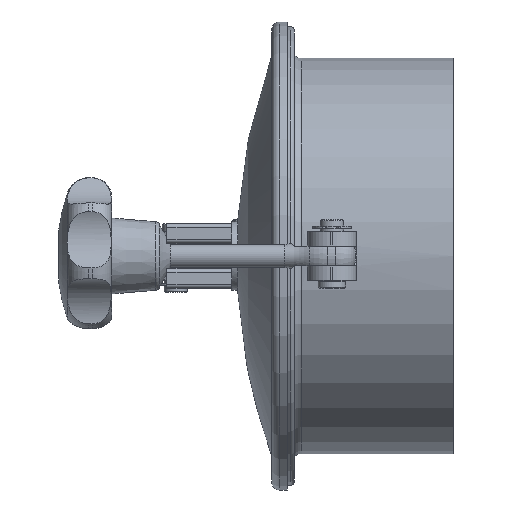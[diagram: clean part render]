
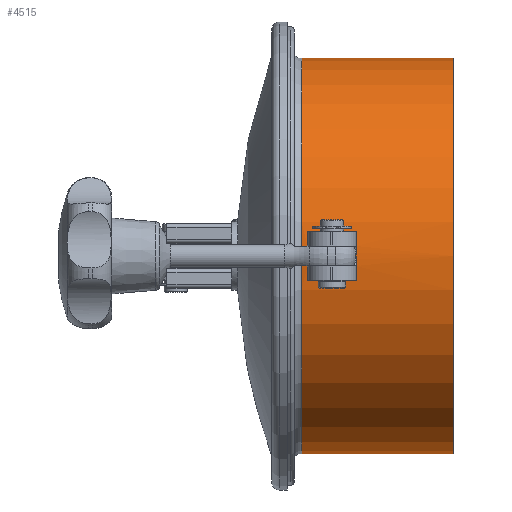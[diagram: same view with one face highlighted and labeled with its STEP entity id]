
A CAD part, left-side view. The second image highlights one B-rep face of the part: STEP entity #4515.
In plain terms, the highlighted cylindrical face has radius 101 mm (diameter 202 mm), a full revolution.
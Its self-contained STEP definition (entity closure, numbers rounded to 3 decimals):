
#333=LINE('',#7470,#654);
#337=LINE('',#7481,#658);
#339=LINE('',#7491,#660);
#340=LINE('',#7492,#661);
#654=VECTOR('',#5954,1000.);
#658=VECTOR('',#5964,1000.);
#660=VECTOR('',#5976,1000.);
#661=VECTOR('',#5977,1000.);
#1063=ORIENTED_EDGE('',*,*,#2375,.T.);
#1064=ORIENTED_EDGE('',*,*,#2376,.T.);
#1065=ORIENTED_EDGE('',*,*,#2366,.F.);
#1066=ORIENTED_EDGE('',*,*,#2377,.T.);
#1067=ORIENTED_EDGE('',*,*,#2372,.T.);
#1068=ORIENTED_EDGE('',*,*,#2301,.F.);
#1069=ORIENTED_EDGE('',*,*,#2378,.T.);
#1070=ORIENTED_EDGE('',*,*,#2264,.T.);
#1071=ORIENTED_EDGE('',*,*,#2379,.T.);
#1072=ORIENTED_EDGE('',*,*,#2380,.F.);
#2264=EDGE_CURVE('',#2929,#2928,#3371,.F.);
#2301=EDGE_CURVE('',#2959,#2960,#3383,.F.);
#2366=EDGE_CURVE('',#3014,#3015,#333,.T.);
#2372=EDGE_CURVE('',#3019,#3018,#337,.T.);
#2375=EDGE_CURVE('',#3021,#3021,#3411,.T.);
#2376=EDGE_CURVE('',#3018,#3015,#3412,.F.);
#2377=EDGE_CURVE('',#3014,#3019,#3413,.F.);
#2378=EDGE_CURVE('',#2959,#2929,#339,.T.);
#2379=EDGE_CURVE('',#2928,#2960,#340,.F.);
#2380=EDGE_CURVE('',#3022,#3022,#3414,.T.);
#2928=VERTEX_POINT('',#7265);
#2929=VERTEX_POINT('',#7267);
#2959=VERTEX_POINT('',#7338);
#2960=VERTEX_POINT('',#7340);
#3014=VERTEX_POINT('',#7469);
#3015=VERTEX_POINT('',#7471);
#3018=VERTEX_POINT('',#7480);
#3019=VERTEX_POINT('',#7482);
#3021=VERTEX_POINT('',#7488);
#3022=VERTEX_POINT('',#7494);
#3371=CIRCLE('',#5160,101.);
#3383=CIRCLE('',#5177,101.);
#3411=CIRCLE('',#5218,101.);
#3412=CIRCLE('',#5219,101.);
#3413=CIRCLE('',#5220,101.);
#3414=CIRCLE('',#5221,101.);
#3670=EDGE_LOOP('',(#1063));
#3671=EDGE_LOOP('',(#1064,#1065,#1066,#1067));
#3672=EDGE_LOOP('',(#1068,#1069,#1070,#1071));
#3673=EDGE_LOOP('',(#1072));
#4034=FACE_BOUND('',#3670,.T.);
#4035=FACE_BOUND('',#3671,.T.);
#4036=FACE_BOUND('',#3672,.T.);
#4037=FACE_BOUND('',#3673,.T.);
#4378=CYLINDRICAL_SURFACE('',#5217,101.);
#4515=ADVANCED_FACE('',(#4034,#4035,#4036,#4037),#4378,.T.);
#5160=AXIS2_PLACEMENT_3D('',#7266,#5783,#5784);
#5177=AXIS2_PLACEMENT_3D('',#7339,#5842,#5843);
#5217=AXIS2_PLACEMENT_3D('',#7486,#5968,#5969);
#5218=AXIS2_PLACEMENT_3D('',#7487,#5970,#5971);
#5219=AXIS2_PLACEMENT_3D('',#7489,#5972,#5973);
#5220=AXIS2_PLACEMENT_3D('',#7490,#5974,#5975);
#5221=AXIS2_PLACEMENT_3D('',#7493,#5978,#5979);
#5783=DIRECTION('',(0.,1.,0.));
#5784=DIRECTION('',(0.,0.,1.));
#5842=DIRECTION('',(0.,1.,0.));
#5843=DIRECTION('',(0.,0.,1.));
#5954=DIRECTION('',(0.,-1.,0.));
#5964=DIRECTION('',(0.,-1.,0.));
#5968=DIRECTION('',(0.,-1.,0.));
#5969=DIRECTION('',(0.,0.,-1.));
#5970=DIRECTION('',(0.,-1.,0.));
#5971=DIRECTION('',(0.,0.,-1.));
#5972=DIRECTION('',(0.,1.,0.));
#5973=DIRECTION('',(0.,0.,1.));
#5974=DIRECTION('',(0.,-1.,0.));
#5975=DIRECTION('',(0.,0.,-1.));
#5976=DIRECTION('',(0.,-1.,0.));
#5977=DIRECTION('',(0.,-1.,0.));
#5978=DIRECTION('',(0.,-1.,0.));
#5979=DIRECTION('',(0.,0.,-1.));
#7265=CARTESIAN_POINT('',(-100.871,49.5,-5.1));
#7266=CARTESIAN_POINT('',(0.,49.5,0.));
#7267=CARTESIAN_POINT('',(-100.871,49.5,5.1));
#7338=CARTESIAN_POINT('',(-100.871,74.5,5.1));
#7339=CARTESIAN_POINT('',(0.,74.5,0.));
#7340=CARTESIAN_POINT('',(-100.871,74.5,-5.1));
#7469=CARTESIAN_POINT('',(100.876,73.5,5.));
#7470=CARTESIAN_POINT('',(100.876,0.,5.));
#7471=CARTESIAN_POINT('',(100.876,43.5,5.));
#7480=CARTESIAN_POINT('',(100.876,43.5,-5.));
#7481=CARTESIAN_POINT('',(100.876,0.,-5.));
#7482=CARTESIAN_POINT('',(100.876,73.5,-5.));
#7486=CARTESIAN_POINT('',(0.,0.,0.));
#7487=CARTESIAN_POINT('',(0.,77.5,0.));
#7488=CARTESIAN_POINT('',(0.,77.5,-101.));
#7489=CARTESIAN_POINT('',(0.,43.5,0.));
#7490=CARTESIAN_POINT('',(0.,73.5,0.));
#7491=CARTESIAN_POINT('',(-100.871,0.,5.1));
#7492=CARTESIAN_POINT('',(-100.871,0.,-5.1));
#7493=CARTESIAN_POINT('',(0.,0.,0.));
#7494=CARTESIAN_POINT('',(0.,0.,-101.));
